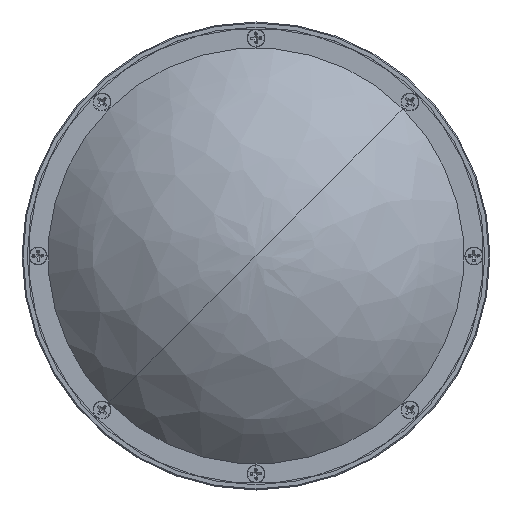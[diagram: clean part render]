
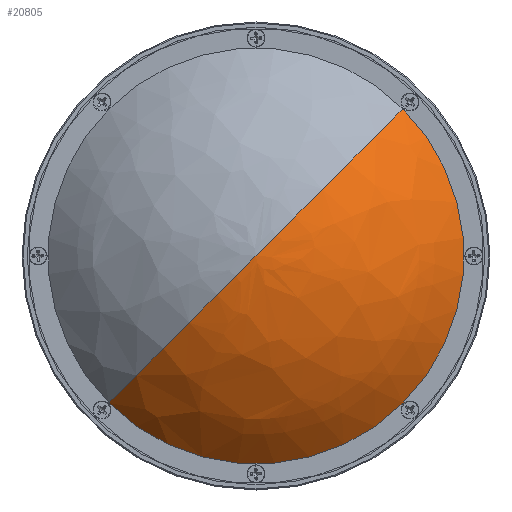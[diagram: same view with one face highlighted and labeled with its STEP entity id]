
A CAD part, top view. The second image highlights one B-rep face of the part: STEP entity #20805.
In plain terms, the highlighted free-form (B-spline) face has degree [2, 3] with [3, 4] control points.
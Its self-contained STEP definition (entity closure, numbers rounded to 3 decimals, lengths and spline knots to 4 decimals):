
#2 = CARTESIAN_POINT ( 'NONE',  ( 0., 0., 5. ) ) ;
#61 = CARTESIAN_POINT ( 'NONE',  ( 2.5224, -0.8408, 4.9452 ) ) ;
#120 = CIRCLE ( 'NONE', #4500, 2. ) ;
#140 = CARTESIAN_POINT ( 'NONE',  ( -1.4142, -1.4142, 4.0603 ) ) ;
#654 = ORIENTED_EDGE ( 'NONE', *, *, #15087, .T. ) ;
#1364 = VERTEX_POINT ( 'NONE', #33661 ) ;
#2559 = CARTESIAN_POINT ( 'NONE',  ( 0., 0., 4.0603 ) ) ;
#2889 = DIRECTION ( 'NONE',  ( 0., 0., 1. ) ) ;
#3094 = CARTESIAN_POINT ( 'NONE',  ( -1.4142, -1.4142, 4.0603 ) ) ;
#3224 = EDGE_LOOP ( 'NONE', ( #654, #6387, #6899 ) ) ;
#4491 = VERTEX_POINT ( 'NONE', #140 ) ;
#4500 = AXIS2_PLACEMENT_3D ( 'NONE', #2559, #2889, #26286 ) ;
#4681 = B_SPLINE_CURVE_WITH_KNOTS ( 'NONE', 2,
 ( #3094, #17907, #2 ),
 .UNSPECIFIED., .F., .F.,
 ( 3, 3 ),
 ( 0., 1. ),
 .UNSPECIFIED. ) ;
#5542 = CARTESIAN_POINT ( 'NONE',  ( 0.8408, -2.5224, 4.9452 ) ) ;
#5799 = VERTEX_POINT ( 'NONE', #29000 ) ;
#6387 = ORIENTED_EDGE ( 'NONE', *, *, #12218, .T. ) ;
#6899 = ORIENTED_EDGE ( 'NONE', *, *, #17788, .F. ) ;
#7275 = B_SPLINE_CURVE_WITH_KNOTS ( 'NONE', 2,
 ( #12520, #7552, #23258 ),
 .UNSPECIFIED., .F., .F.,
 ( 3, 3 ),
 ( 0., 1. ),
 .UNSPECIFIED. ) ;
#7425 = CARTESIAN_POINT ( 'NONE',  ( 4.2426, -1.4142, 4.0603 ) ) ;
#7552 = CARTESIAN_POINT ( 'NONE',  ( 0.8408, 0.8408, 4.9452 ) ) ;
#7747 = CARTESIAN_POINT ( 'NONE',  ( 0., 0., 5. ) ) ;
#10321 = CARTESIAN_POINT ( 'NONE',  ( 0., 0., 5. ) ) ;
#10657 = CARTESIAN_POINT ( 'NONE',  ( -0.8408, -0.8408, 4.9452 ) ) ;
#12218 = EDGE_CURVE ( 'NONE', #1364, #5799, #7275, .T. ) ;
#12520 = CARTESIAN_POINT ( 'NONE',  ( 1.4142, 1.4142, 4.0603 ) ) ;
#12881 = CARTESIAN_POINT ( 'NONE',  ( 1.4142, -4.2426, 4.0603 ) ) ;
#13207 = FACE_OUTER_BOUND ( 'NONE', #3224, .T. ) ;
#15087 = EDGE_CURVE ( 'NONE', #4491, #1364, #120, .T. ) ;
#16716 =( BOUNDED_SURFACE ( )  B_SPLINE_SURFACE ( 2, 3, ( 
 ( #21223, #12881, #7425, #20879 ),
 ( #10657, #5542, #61, #20718 ),
 ( #33745, #31338, #10321, #7747 ) ),
 .UNSPECIFIED., .F., .F., .F. ) 
 B_SPLINE_SURFACE_WITH_KNOTS ( ( 3, 3 ),
 ( 4, 4 ),
 ( 0., 1. ),
 ( 0., 1. ),
 .UNSPECIFIED. ) 
 GEOMETRIC_REPRESENTATION_ITEM ( )  RATIONAL_B_SPLINE_SURFACE ( (
 ( 1., 0.333, 0.333, 1.),
 ( 1., 0.333, 0.333, 1.),
 ( 1., 0.333, 0.333, 1.) ) ) 
 REPRESENTATION_ITEM ( '' )  SURFACE ( )  );
#17788 = EDGE_CURVE ( 'NONE', #4491, #5799, #4681, .T. ) ;
#17907 = CARTESIAN_POINT ( 'NONE',  ( -0.8408, -0.8408, 4.9452 ) ) ;
#20718 = CARTESIAN_POINT ( 'NONE',  ( 0.8408, 0.8408, 4.9452 ) ) ;
#20805 = ADVANCED_FACE ( 'NONE', ( #13207 ), #16716, .F. ) ;
#20879 = CARTESIAN_POINT ( 'NONE',  ( 1.4142, 1.4142, 4.0603 ) ) ;
#21223 = CARTESIAN_POINT ( 'NONE',  ( -1.4142, -1.4142, 4.0603 ) ) ;
#23258 = CARTESIAN_POINT ( 'NONE',  ( 0., 0., 5. ) ) ;
#26286 = DIRECTION ( 'NONE',  ( -0.707, 0.707, 0. ) ) ;
#29000 = CARTESIAN_POINT ( 'NONE',  ( 0., 0., 5. ) ) ;
#31338 = CARTESIAN_POINT ( 'NONE',  ( 0., 0., 5. ) ) ;
#33661 = CARTESIAN_POINT ( 'NONE',  ( 1.4142, 1.4142, 4.0603 ) ) ;
#33745 = CARTESIAN_POINT ( 'NONE',  ( 0., 0., 5. ) ) ;
